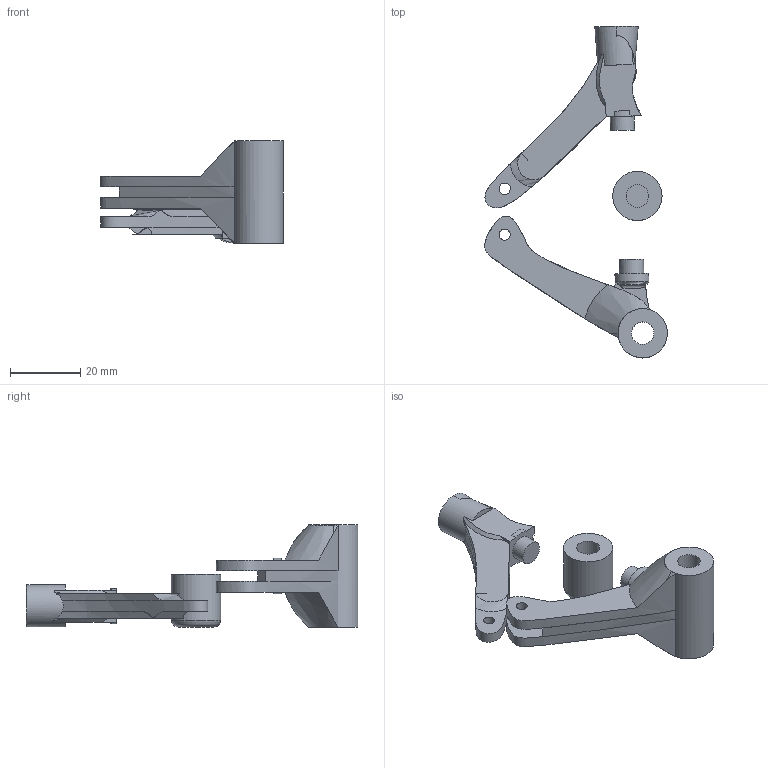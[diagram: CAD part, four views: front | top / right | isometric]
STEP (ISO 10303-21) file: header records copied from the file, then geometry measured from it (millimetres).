
FILE_DESCRIPTION(('HOOPS Exchange Step'),'2;1');
FILE_NAME('temp_export','2024-04-07T13:27:38+02:00',('mobile'),('Shapr3D Limited'),'HOOPS Exchange 2023.2','Shapr3D','Authorized');
FILE_SCHEMA( ('AUTOMOTIVE_DESIGN { 1 0 10303 214 1 1 1 1 }') );
Length unit declared in the file: millimetre
Products named in the file (1): root
Bounding box: 51.87 x 94.29 x 29 mm (x, y, z)
Volume: 15140.8 mm3; surface area: 9145.7 mm2
Topology: 3 solids, 3 shells, 112 faces, 320 edges, 214 vertices
Faces by surface type: plane 49, bspline 32, cylinder 23, cone 5, torus 3
Full cylindrical faces by diameter (mm): 3.2 x3, 6.4 x3, 6.8 x2, 14 x2
Entity records: 6904 total; most frequent: CARTESIAN_POINT 4273, ORIENTED_EDGE 632, DIRECTION 398, EDGE_CURVE 316, VERTEX_POINT 212, AXIS2_PLACEMENT_3D 154, B_SPLINE_CURVE_WITH_KNOTS 153, EDGE_LOOP 124
